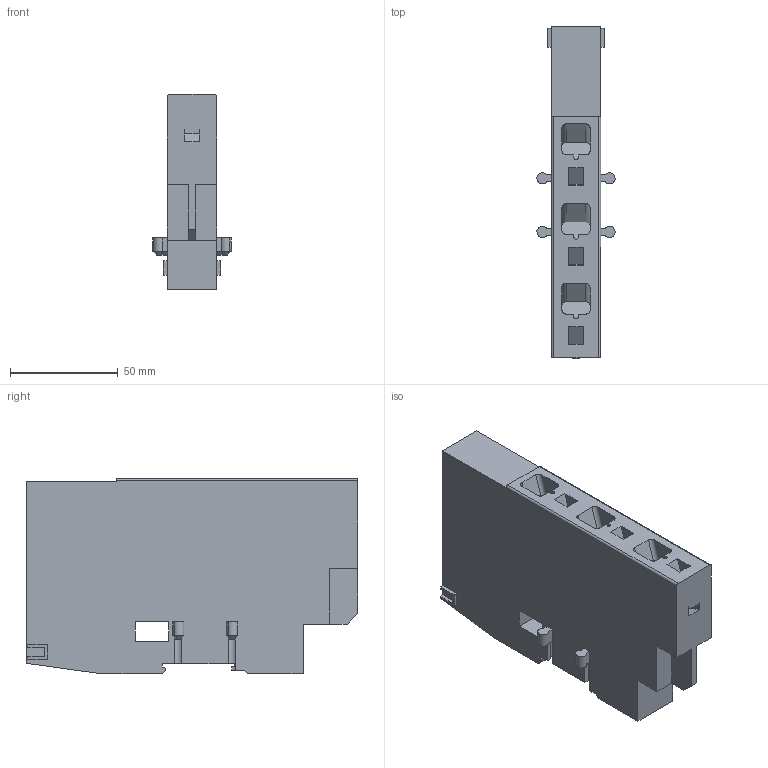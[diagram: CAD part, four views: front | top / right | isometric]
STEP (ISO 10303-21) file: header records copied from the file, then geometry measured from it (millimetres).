
FILE_DESCRIPTION(('STEP AP214'),'1');
FILE_NAME('cctmp_6F561AE6-F346-4069-8B98-AD5197ADD0CE_2023_07_18_13_14_45_0070..stp','2023-07-18T11:14:45',('SIEMENS A&D'),('CADClick - www.CADClick.com'),'Spatial InterOp 3D postprocessed',' ','unknown authorization');
FILE_SCHEMA(('AUTOMOTIVE_DESIGN'));
Length unit declared in the file: millimetre
Products named in the file (6): cc_unnamed; 2023_07_18_13_14_45_0035; 2023_07_18_13_14_45_0004; 2023_07_18_13_14_44_0973; 2023_07_18_13_14_44_0941; 2023_07_18_13_14_44_0910
Assembly tree (5 placements, depth 2):
  cc_unnamed
    2023_07_18_13_14_45_0035
    2023_07_18_13_14_45_0004
    2023_07_18_13_14_44_0973
    2023_07_18_13_14_44_0941
    2023_07_18_13_14_44_0910
Bounding box: 36.3 x 154.1 x 90.6 mm (x, y, z)
Volume: 268074.3 mm3; surface area: 48681.8 mm2
Topology: 5 solids, 5 shells, 294 faces, 790 edges, 516 vertices
Faces by surface type: plane 184, cylinder 86, cone 24
Entity records: 15526 total; most frequent: CARTESIAN_POINT 1734, STYLED_ITEM 1605, PRESENTATION_STYLE_ASSIGNMENT 1605, ORIENTED_EDGE 1580, DIRECTION 1574, EDGE_CURVE 790, CURVE_STYLE 790, DRAUGHTING_PRE_DEFINED_CURVE_FONT 790
